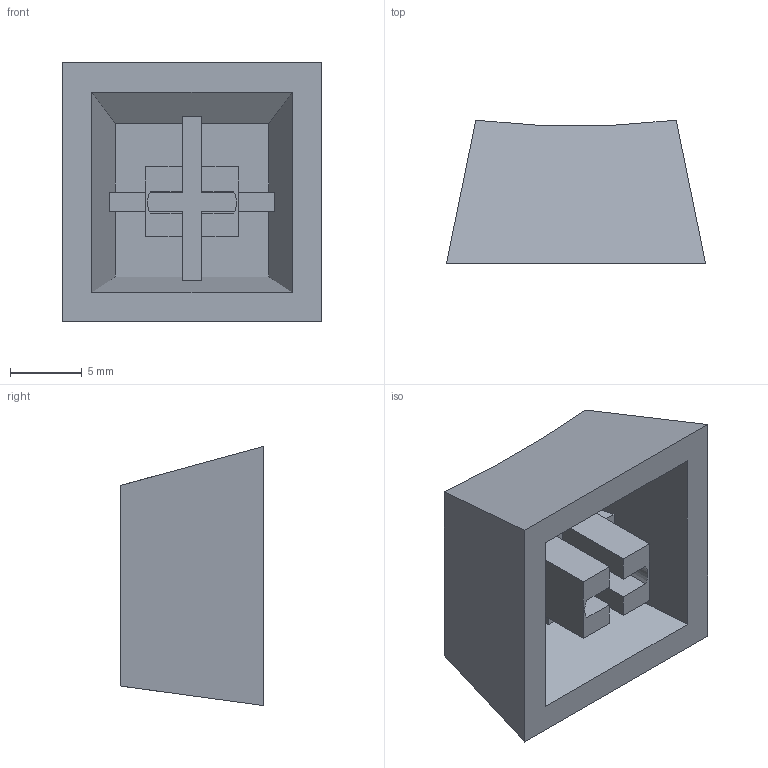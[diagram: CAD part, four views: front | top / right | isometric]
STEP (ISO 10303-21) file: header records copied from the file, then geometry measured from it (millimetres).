
FILE_DESCRIPTION (( 'STEP AP214' ), '1' );
FILE_NAME ('Keycap_stl-2.STEP', '2025-12-19T11:28:30', ( '' ), ( '' ), 'SwSTEP 2.0', 'SolidWorks 2025', '' );
FILE_SCHEMA (( 'AUTOMOTIVE_DESIGN' ));
Length unit declared in the file: millimetre
Products named in the file (1): Keycap_stl-2
Bounding box: 18.1 x 10 x 18.1 mm (x, y, z)
Volume: 1501.8 mm3; surface area: 1912.8 mm2
Topology: 3 solids, 3 shells, 44 faces, 111 edges, 74 vertices
Faces by surface type: plane 41, cylinder 2, bspline 1
Entity records: 1354 total; most frequent: CARTESIAN_POINT 259, ORIENTED_EDGE 222, DIRECTION 197, EDGE_CURVE 111, VECTOR 101, LINE 101, VERTEX_POINT 74, AXIS2_PLACEMENT_3D 48
